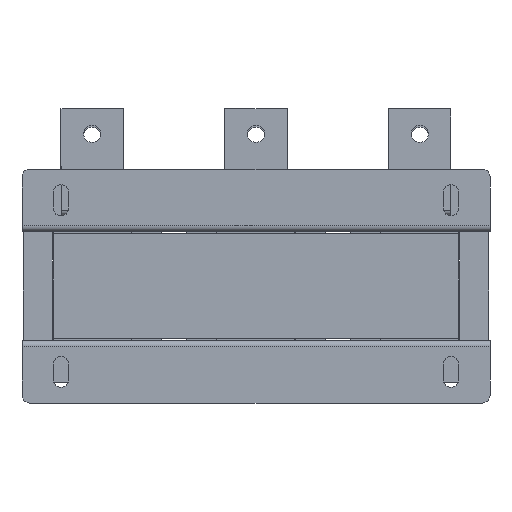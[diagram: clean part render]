
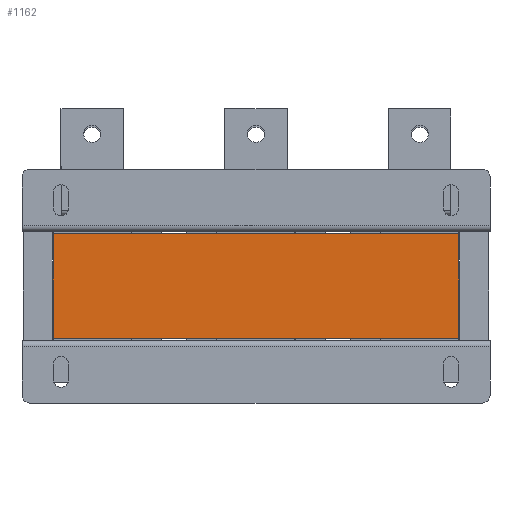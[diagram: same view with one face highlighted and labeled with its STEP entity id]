
A CAD part, front view. The second image highlights one B-rep face of the part: STEP entity #1162.
In plain terms, the highlighted planar face has unit normal (0, -1, 0).
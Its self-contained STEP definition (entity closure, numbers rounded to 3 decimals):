
#155 = DIRECTION ( 'NONE',  ( 0., 0., 1. ) ) ;
#418 = VECTOR ( 'NONE', #5919, 1000. ) ;
#932 = FACE_OUTER_BOUND ( 'NONE', #5229, .T. ) ;
#1162 = ADVANCED_FACE ( 'NONE', ( #932 ), #2555, .F. ) ;
#1482 = AXIS2_PLACEMENT_3D ( 'NONE', #2778, #4825, #155 ) ;
#1621 = EDGE_CURVE ( 'NONE', #6232, #2514, #2652, .T. ) ;
#1645 = CARTESIAN_POINT ( 'NONE',  ( -130., -25., 0. ) ) ;
#1747 = EDGE_CURVE ( 'NONE', #5119, #2762, #3808, .T. ) ;
#2300 = CARTESIAN_POINT ( 'NONE',  ( 130., -25., 67. ) ) ;
#2514 = VERTEX_POINT ( 'NONE', #4711 ) ;
#2555 = PLANE ( 'NONE',  #1482 ) ;
#2652 = LINE ( 'NONE', #3087, #4340 ) ;
#2688 = CARTESIAN_POINT ( 'NONE',  ( -130., -25., 67. ) ) ;
#2762 = VERTEX_POINT ( 'NONE', #6423 ) ;
#2778 = CARTESIAN_POINT ( 'NONE',  ( -130., -25., 67. ) ) ;
#2825 = DIRECTION ( 'NONE',  ( 1., 0., 0. ) ) ;
#2910 = VECTOR ( 'NONE', #2825, 1000. ) ;
#3087 = CARTESIAN_POINT ( 'NONE',  ( -130., -25., 0. ) ) ;
#3425 = CARTESIAN_POINT ( 'NONE',  ( -130., -25., 67. ) ) ;
#3808 = LINE ( 'NONE', #2688, #2910 ) ;
#3892 = DIRECTION ( 'NONE',  ( 0., 0., -1. ) ) ;
#4266 = VECTOR ( 'NONE', #3892, 1000. ) ;
#4285 = ORIENTED_EDGE ( 'NONE', *, *, #6384, .F. ) ;
#4340 = VECTOR ( 'NONE', #5141, 1000. ) ;
#4394 = LINE ( 'NONE', #6497, #4266 ) ;
#4711 = CARTESIAN_POINT ( 'NONE',  ( 130., -25., 0. ) ) ;
#4825 = DIRECTION ( 'NONE',  ( 0., 1., 0. ) ) ;
#4939 = ORIENTED_EDGE ( 'NONE', *, *, #1621, .T. ) ;
#4954 = ORIENTED_EDGE ( 'NONE', *, *, #6413, .T. ) ;
#5119 = VERTEX_POINT ( 'NONE', #3425 ) ;
#5141 = DIRECTION ( 'NONE',  ( 1., 0., 0. ) ) ;
#5229 = EDGE_LOOP ( 'NONE', ( #4939, #4285, #6319, #4954 ) ) ;
#5919 = DIRECTION ( 'NONE',  ( 0., 0., -1. ) ) ;
#6232 = VERTEX_POINT ( 'NONE', #1645 ) ;
#6319 = ORIENTED_EDGE ( 'NONE', *, *, #1747, .F. ) ;
#6384 = EDGE_CURVE ( 'NONE', #2762, #2514, #6394, .T. ) ;
#6394 = LINE ( 'NONE', #2300, #418 ) ;
#6413 = EDGE_CURVE ( 'NONE', #5119, #6232, #4394, .T. ) ;
#6423 = CARTESIAN_POINT ( 'NONE',  ( 130., -25., 67. ) ) ;
#6497 = CARTESIAN_POINT ( 'NONE',  ( -130., -25., 67. ) ) ;
